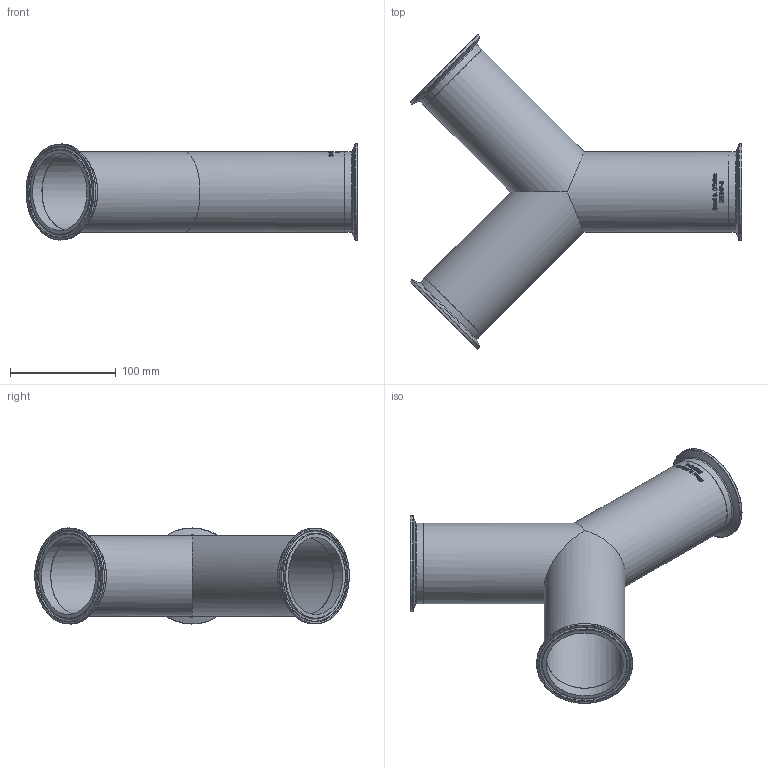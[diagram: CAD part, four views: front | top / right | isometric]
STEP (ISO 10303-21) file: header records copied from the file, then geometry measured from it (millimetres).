
FILE_DESCRIPTION(/* description */ (''),/* implementation_level */ '2;1');
FILE_NAME(/* name */ '28BMP-3.stp',/* time_stamp */ '2021-12-21T11:28:38-05:00',/* author */ ('rick'),/* organization */ (''),/* preprocessor_version */ 'ST-DEVELOPER v18.1',/* originating_system */ 'Autodesk Inventor 2020',/* authorisation */ '');
FILE_SCHEMA (('AUTOMOTIVE_DESIGN { 1 0 10303 214 3 1 1 }'));
Length unit declared in the file: inch
Products named in the file (1): 28BMP-3
Bounding box: 313.78 x 297.33 x 90.91 mm (x, y, z)
Volume: 196061.1 mm3; surface area: 224480.2 mm2
Topology: 1 solids, 1 shells, 421 faces, 1168 edges, 791 vertices
Faces by surface type: bspline 190, plane 147, cylinder 51, torus 24, cone 9
Full cylindrical faces by diameter (mm): 72.898 x6, 76.2 x6, 90.907 x3
Entity records: 17698 total; most frequent: CARTESIAN_POINT 7724, ORIENTED_EDGE 2336, DIRECTION 1581, EDGE_CURVE 1168, VERTEX_POINT 791, AXIS2_PLACEMENT_3D 561, EDGE_LOOP 467, LINE 459
